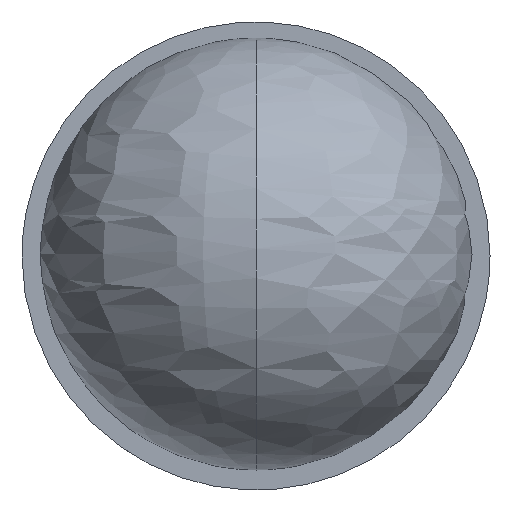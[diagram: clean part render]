
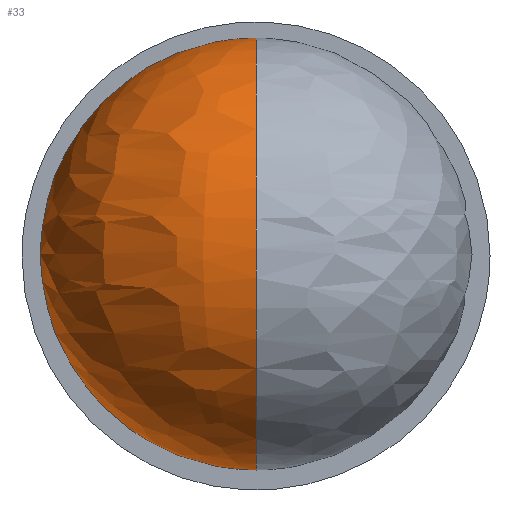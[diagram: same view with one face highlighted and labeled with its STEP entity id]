
A CAD part, top view. The second image highlights one B-rep face of the part: STEP entity #33.
In plain terms, the highlighted free-form (B-spline) face has degree [2, 2] with [5, 5] control points.
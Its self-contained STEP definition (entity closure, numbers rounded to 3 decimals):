
#33=ADVANCED_FACE('',(#55),#277,.T.);
#55=FACE_OUTER_BOUND('',#77,.T.);
#77=EDGE_LOOP('',(#116,#117,#118,#119));
#116=ORIENTED_EDGE('',*,*,#179,.T.);
#117=ORIENTED_EDGE('',*,*,#184,.T.);
#118=ORIENTED_EDGE('',*,*,#180,.T.);
#119=ORIENTED_EDGE('',*,*,#178,.F.);
#178=EDGE_CURVE('',#254,#255,#224,.T.);
#179=EDGE_CURVE('',#254,#257,#225,.T.);
#180=EDGE_CURVE('',#256,#255,#226,.T.);
#184=EDGE_CURVE('',#257,#256,#210,.T.);
#210=B_SPLINE_CURVE_WITH_KNOTS('',3,(#761,#762,#763,#764,#765,#766,#767,
#768,#769,#770,#771,#772,#773,#774,#775,#776,#777,#778,#779,#780,#781,#782,
#783,#784,#785,#786,#787,#788,#789,#790,#791,#792,#793),.UNSPECIFIED.,.F.,
 .F.,(4,1,2,1,1,2,1,1,1,2,1,1,2,1,2,1,1,2,1,1,1,2,1,4),(-37.699,
-36.521,-35.343,-34.165,-33.576,
-32.987,-32.398,-31.809,-31.219,
-30.63,-29.452,-28.863,-28.274,
-27.096,-25.919,-24.74,-24.151,
-23.562,-22.973,-22.384,-21.795,
-21.206,-20.028,-18.85),.UNSPECIFIED.);
#224=(
BOUNDED_CURVE()
B_SPLINE_CURVE(2,(#739,#740,#741,#742,#743),.UNSPECIFIED.,.F.,.F.)
B_SPLINE_CURVE_WITH_KNOTS((3,2,3),(-94.248,0.,94.248),
 .UNSPECIFIED.)
CURVE()
GEOMETRIC_REPRESENTATION_ITEM()
RATIONAL_B_SPLINE_CURVE((1.,0.707,1.,0.707,1.))
REPRESENTATION_ITEM('')
);
#225=(
BOUNDED_CURVE()
B_SPLINE_CURVE(2,(#744,#745,#746),.UNSPECIFIED.,.F.,.F.)
B_SPLINE_CURVE_WITH_KNOTS((3,3),(-94.248,-6.545),
 .UNSPECIFIED.)
CURVE()
GEOMETRIC_REPRESENTATION_ITEM()
RATIONAL_B_SPLINE_CURVE((1.,0.742,1.))
REPRESENTATION_ITEM('')
);
#226=(
BOUNDED_CURVE()
B_SPLINE_CURVE(2,(#747,#748,#749),.UNSPECIFIED.,.F.,.F.)
B_SPLINE_CURVE_WITH_KNOTS((3,3),(6.545,94.248),
 .UNSPECIFIED.)
CURVE()
GEOMETRIC_REPRESENTATION_ITEM()
RATIONAL_B_SPLINE_CURVE((1.,0.742,1.))
REPRESENTATION_ITEM('')
);
#254=VERTEX_POINT('',#731);
#255=VERTEX_POINT('',#732);
#256=VERTEX_POINT('',#733);
#257=VERTEX_POINT('',#734);
#277=(
BOUNDED_SURFACE()
B_SPLINE_SURFACE(2,2,((#524,#525,#526,#527,#528),(#529,#530,#531,#532,#533),
(#534,#535,#536,#537,#538),(#539,#540,#541,#542,#543),(#544,#545,#546,#547,
#548)),.UNSPECIFIED.,.F.,.F.,.F.)
B_SPLINE_SURFACE_WITH_KNOTS((3,2,3),(3,2,3),(-94.248,0.,94.248),
(0.,120.,240.),.UNSPECIFIED.)
GEOMETRIC_REPRESENTATION_ITEM()
RATIONAL_B_SPLINE_SURFACE(((1.,0.707,1.,0.707,1.),
(0.707,0.5,0.707,0.5,0.707),(1.,0.707,
1.,0.707,1.),(0.707,0.5,0.707,0.5,0.707),
(1.,0.707,1.,0.707,1.)))
REPRESENTATION_ITEM('')
SURFACE()
);
#524=CARTESIAN_POINT('',(0.,60.,310.));
#525=CARTESIAN_POINT('',(0.,60.,310.));
#526=CARTESIAN_POINT('',(0.,60.,310.));
#527=CARTESIAN_POINT('',(0.,60.,310.));
#528=CARTESIAN_POINT('',(0.,60.,310.));
#529=CARTESIAN_POINT('',(0.,60.,250.));
#530=CARTESIAN_POINT('',(-60.,60.,250.));
#531=CARTESIAN_POINT('',(-60.,60.,310.));
#532=CARTESIAN_POINT('',(-60.,60.,370.));
#533=CARTESIAN_POINT('',(0.,60.,370.));
#534=CARTESIAN_POINT('',(0.,0.,250.));
#535=CARTESIAN_POINT('',(-60.,0.,250.));
#536=CARTESIAN_POINT('',(-60.,0.,310.));
#537=CARTESIAN_POINT('',(-60.,0.,370.));
#538=CARTESIAN_POINT('',(0.,0.,370.));
#539=CARTESIAN_POINT('',(0.,-60.,250.));
#540=CARTESIAN_POINT('',(-60.,-60.,250.));
#541=CARTESIAN_POINT('',(-60.,-60.,310.));
#542=CARTESIAN_POINT('',(-60.,-60.,370.));
#543=CARTESIAN_POINT('',(0.,-60.,370.));
#544=CARTESIAN_POINT('',(0.,-60.,310.));
#545=CARTESIAN_POINT('',(0.,-60.,310.));
#546=CARTESIAN_POINT('',(0.,-60.,310.));
#547=CARTESIAN_POINT('',(0.,-60.,310.));
#548=CARTESIAN_POINT('',(0.,-60.,310.));
#731=CARTESIAN_POINT('',(0.,60.,310.));
#732=CARTESIAN_POINT('',(0.,-60.,310.));
#733=CARTESIAN_POINT('',(0.,-6.,250.301));
#734=CARTESIAN_POINT('',(0.,6.,250.301));
#739=CARTESIAN_POINT('',(0.,60.,310.));
#740=CARTESIAN_POINT('',(0.,60.,370.));
#741=CARTESIAN_POINT('',(0.,0.,370.));
#742=CARTESIAN_POINT('',(0.,-60.,370.));
#743=CARTESIAN_POINT('',(0.,-60.,310.));
#744=CARTESIAN_POINT('',(0.,60.,310.));
#745=CARTESIAN_POINT('',(0.,60.,255.728));
#746=CARTESIAN_POINT('',(0.,6.,250.301));
#747=CARTESIAN_POINT('',(0.,-6.,250.301));
#748=CARTESIAN_POINT('',(0.,-60.,255.728));
#749=CARTESIAN_POINT('',(0.,-60.,310.));
#761=CARTESIAN_POINT('',(0.,6.,250.301));
#762=CARTESIAN_POINT('',(-0.393,6.,250.301));
#763=CARTESIAN_POINT('',(-1.175,5.923,250.301));
#764=CARTESIAN_POINT('',(-1.927,5.696,250.301));
#765=CARTESIAN_POINT('',(-2.654,5.396,250.301));
#766=CARTESIAN_POINT('',(-3.174,5.118,250.301));
#767=CARTESIAN_POINT('',(-3.806,4.651,250.301));
#768=CARTESIAN_POINT('',(-4.098,4.387,250.301));
#769=CARTESIAN_POINT('',(-4.377,4.109,250.301));
#770=CARTESIAN_POINT('',(-4.642,3.817,250.301));
#771=CARTESIAN_POINT('',(-4.993,3.344,250.301));
#772=CARTESIAN_POINT('',(-5.297,2.839,250.301));
#773=CARTESIAN_POINT('',(-5.466,2.483,250.301));
#774=CARTESIAN_POINT('',(-5.693,1.936,250.301));
#775=CARTESIAN_POINT('',(-5.865,1.37,250.301));
#776=CARTESIAN_POINT('',(-5.981,0.591,250.301));
#777=CARTESIAN_POINT('',(-6.,0.197,250.301));
#778=CARTESIAN_POINT('',(-6.,-0.395,250.301));
#779=CARTESIAN_POINT('',(-5.922,-1.181,250.301));
#780=CARTESIAN_POINT('',(-5.693,-1.936,250.301));
#781=CARTESIAN_POINT('',(-5.39,-2.665,250.301));
#782=CARTESIAN_POINT('',(-5.111,-3.186,250.301));
#783=CARTESIAN_POINT('',(-4.642,-3.817,250.301));
#784=CARTESIAN_POINT('',(-4.377,-4.109,250.301));
#785=CARTESIAN_POINT('',(-4.098,-4.387,250.301));
#786=CARTESIAN_POINT('',(-3.806,-4.651,250.301));
#787=CARTESIAN_POINT('',(-3.332,-5.001,250.301));
#788=CARTESIAN_POINT('',(-2.828,-5.303,250.301));
#789=CARTESIAN_POINT('',(-2.472,-5.471,250.301));
#790=CARTESIAN_POINT('',(-1.927,-5.696,250.301));
#791=CARTESIAN_POINT('',(-1.175,-5.923,250.301));
#792=CARTESIAN_POINT('',(-0.393,-6.,250.301));
#793=CARTESIAN_POINT('',(0.,-6.,250.301));
